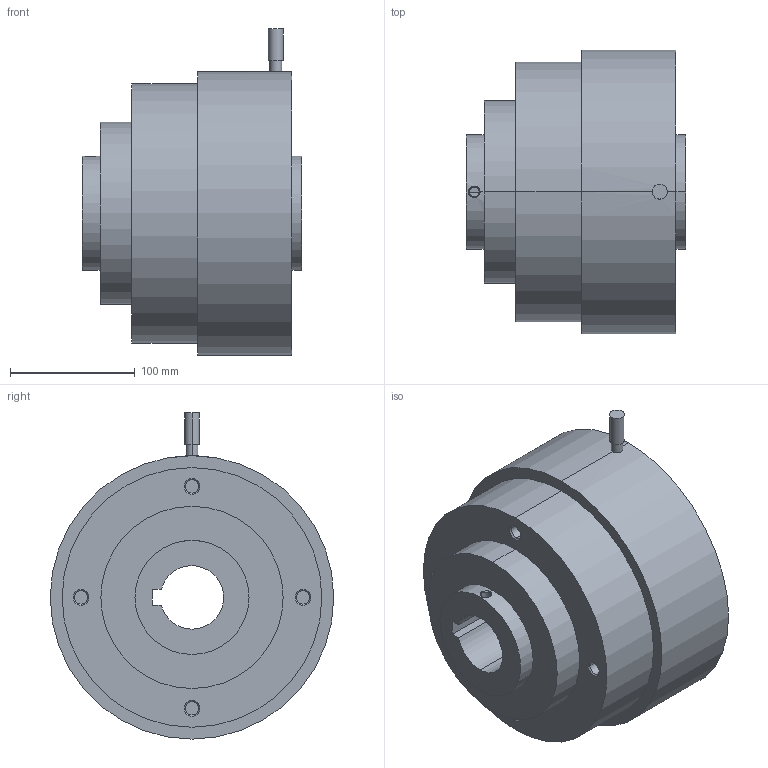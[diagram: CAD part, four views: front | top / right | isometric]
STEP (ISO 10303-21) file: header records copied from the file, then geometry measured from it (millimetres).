
FILE_DESCRIPTION(('starvars output'),'2;1');
FILE_NAME('cv20170217080329000001177.stp','08:03:29 2017/02/17',( 'Thomas Industrial Network Germany GmbH'),( 'Thomas Industrial Network Germany GmbH'),'unknown preprocess','ACIS' ,'unknown authorization');
FILE_SCHEMA(('CONFIG_CONTROL_DESIGN {UNKNOWN IMPLEMENTATION LEVEL}'));
Length unit declared in the file: millimetre
Products named in the file (1): PRODUCT_ID_1
Bounding box: 175.77 x 227.08 x 261.37 mm (x, y, z)
Volume: 5046562.8 mm3; surface area: 218041.9 mm2
Topology: 1 solids, 1 shells, 62 faces, 136 edges, 83 vertices
Faces by surface type: cylinder 27, cone 20, plane 15
Entity records: 1590 total; most frequent: CARTESIAN_POINT 328, ORIENTED_EDGE 272, DIRECTION 201, EDGE_CURVE 136, VERTEX_POINT 83, EDGE_LOOP 73, FACE_BOUND 73, AXIS2_PLACEMENT_3D 71
